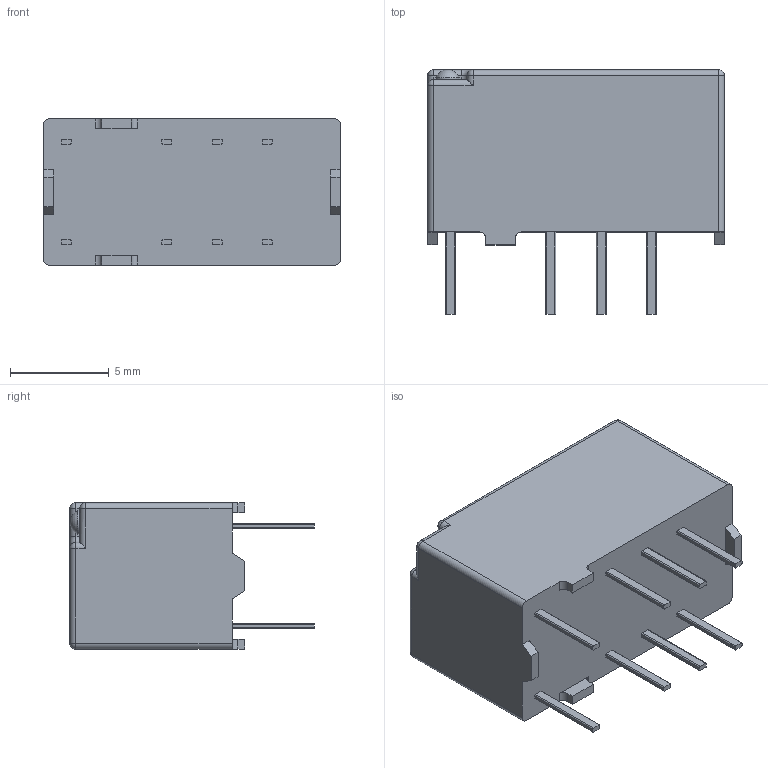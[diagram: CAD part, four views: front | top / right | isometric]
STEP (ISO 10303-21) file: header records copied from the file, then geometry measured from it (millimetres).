
FILE_DESCRIPTION (( 'STEP AP214' ), '1' );
FILE_NAME ('User Library-TX2-L.STEP', '2020-05-19T04:48:03', ( '' ), ( '' ), 'SwSTEP 2.0', 'SolidWorks 2019', '' );
FILE_SCHEMA (( 'AUTOMOTIVE_DESIGN' ));
Length unit declared in the file: millimetre
Products named in the file (1): User Library-TX2-L
Bounding box: 15 x 12.35 x 7.4 mm (x, y, z)
Volume: 912.9 mm3; surface area: 640.7 mm2
Topology: 1 solids, 1 shells, 267 faces, 710 edges, 462 vertices
Faces by surface type: plane 165, cylinder 53, bspline 41, sphere 7, torus 1
Entity records: 13095 total; most frequent: CARTESIAN_POINT 3724, ORIENTED_EDGE 1402, DIRECTION 1174, EDGE_CURVE 701, LINE 514, VECTOR 514, VERTEX_POINT 460, AXIS2_PLACEMENT_3D 330
